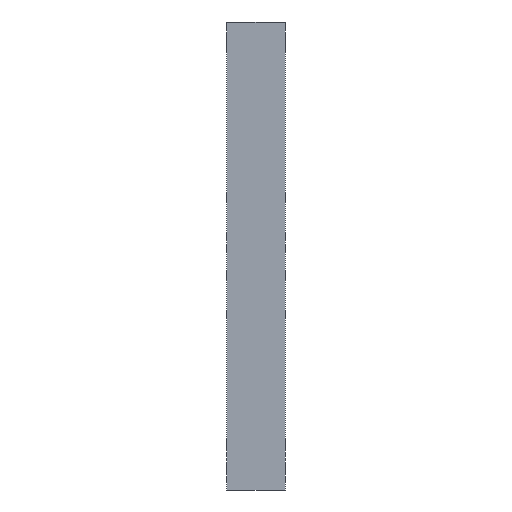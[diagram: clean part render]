
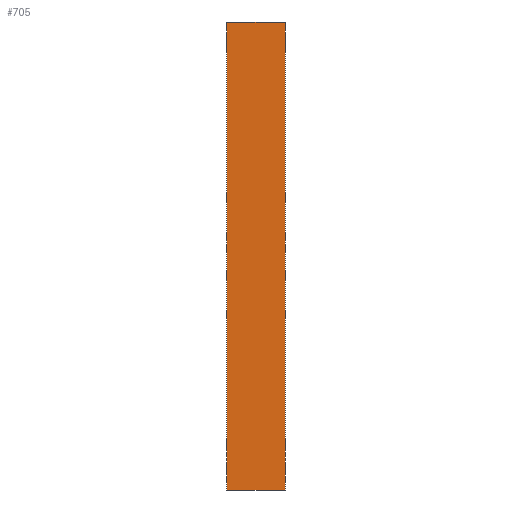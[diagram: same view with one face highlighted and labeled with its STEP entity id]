
A CAD part, left-side view. The second image highlights one B-rep face of the part: STEP entity #705.
In plain terms, the highlighted planar face has unit normal (-1, 0, 0).
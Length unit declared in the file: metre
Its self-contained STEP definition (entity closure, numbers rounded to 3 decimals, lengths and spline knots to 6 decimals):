
#141=ORIENTED_EDGE('',*,*,#311,.F.);
#142=ORIENTED_EDGE('',*,*,#316,.F.);
#143=ORIENTED_EDGE('',*,*,#307,.T.);
#144=ORIENTED_EDGE('',*,*,#273,.T.);
#273=EDGE_CURVE('',#355,#364,#424,.T.);
#307=EDGE_CURVE('',#395,#355,#440,.T.);
#311=EDGE_CURVE('',#397,#364,#444,.T.);
#316=EDGE_CURVE('',#395,#397,#449,.T.);
#355=VERTEX_POINT('',#1210);
#364=VERTEX_POINT('',#1228);
#395=VERTEX_POINT('',#1297);
#397=VERTEX_POINT('',#1304);
#424=LINE('',#1229,#480);
#440=LINE('',#1296,#496);
#444=LINE('',#1303,#500);
#449=LINE('',#1311,#505);
#480=VECTOR('',#1018,1.);
#496=VECTOR('',#1076,1.);
#500=VECTOR('',#1082,1.);
#505=VECTOR('',#1089,1.);
#544=EDGE_LOOP('',(#141,#142,#143,#144));
#610=FACE_BOUND('',#544,.T.);
#660=PLANE('',#942);
#705=ADVANCED_FACE('',(#610),#660,.T.);
#942=AXIS2_PLACEMENT_3D('',#1310,#1087,#1088);
#1018=DIRECTION('',(0.,0.,-1.));
#1076=DIRECTION('',(0.,1.,0.));
#1082=DIRECTION('',(0.,1.,0.));
#1087=DIRECTION('',(-1.,0.,0.));
#1088=DIRECTION('',(0.,-1.,0.));
#1089=DIRECTION('',(0.,0.,-1.));
#1210=CARTESIAN_POINT('',(-0.01905,0.01905,0.3048));
#1228=CARTESIAN_POINT('',(-0.01905,0.01905,0.));
#1229=CARTESIAN_POINT('',(-0.01905,0.01905,0.3048));
#1296=CARTESIAN_POINT('',(-0.01905,0.,0.3048));
#1297=CARTESIAN_POINT('',(-0.01905,-0.01905,0.3048));
#1303=CARTESIAN_POINT('',(-0.01905,0.,0.));
#1304=CARTESIAN_POINT('',(-0.01905,-0.01905,0.));
#1310=CARTESIAN_POINT('',(-0.01905,0.,0.3048));
#1311=CARTESIAN_POINT('',(-0.01905,-0.01905,0.3048));
